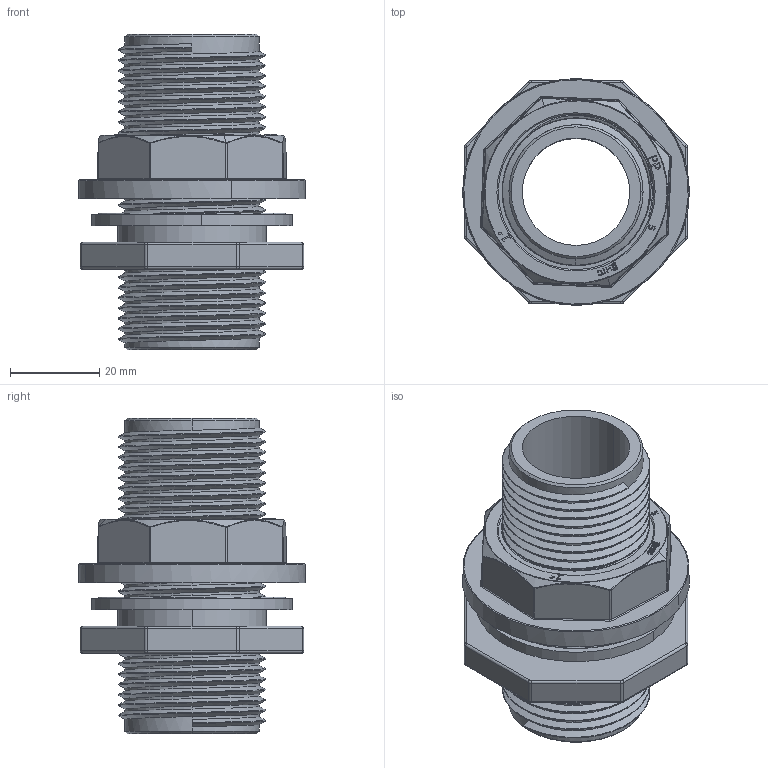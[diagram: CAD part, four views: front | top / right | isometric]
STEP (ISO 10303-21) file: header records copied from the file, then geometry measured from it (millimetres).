
FILE_DESCRIPTION (( 'STEP AP214' ), '1' );
FILE_NAME ('1.STEP', '2025-02-12T11:21:27', ( '' ), ( '' ), 'SwSTEP 2.0', 'SolidWorks 2023', '' );
FILE_SCHEMA (( 'AUTOMOTIVE_DESIGN' ));
Length unit declared in the file: millimetre
Products named in the file (4): 1; 2023-083  1; 2023-102=1
Assembly tree (3 placements, depth 2):
  1
    1
    2023-102=1
    2023-083  1
Bounding box: 50.75 x 50.75 x 70.5 mm (x, y, z)
Volume: 42017.1 mm3; surface area: 28523.7 mm2
Topology: 3 solids, 3 shells, 469 faces, 1175 edges, 750 vertices
Faces by surface type: plane 146, cylinder 119, bspline 100, cone 76, torus 28
Entity records: 32734 total; most frequent: CARTESIAN_POINT 22461, ORIENTED_EDGE 2350, DIRECTION 1796, EDGE_CURVE 1175, VERTEX_POINT 750, AXIS2_PLACEMENT_3D 699, EDGE_LOOP 513, FACE_OUTER_BOUND 469
